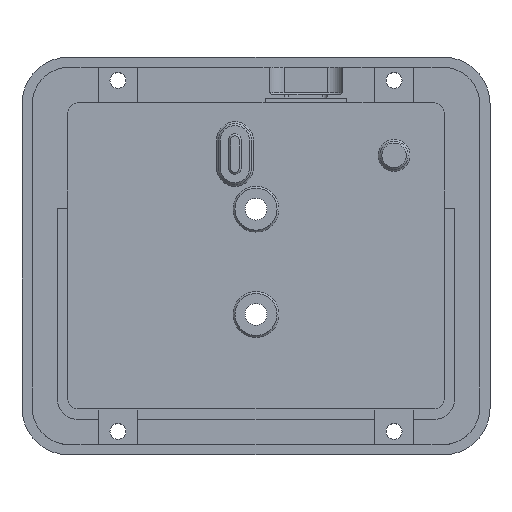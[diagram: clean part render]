
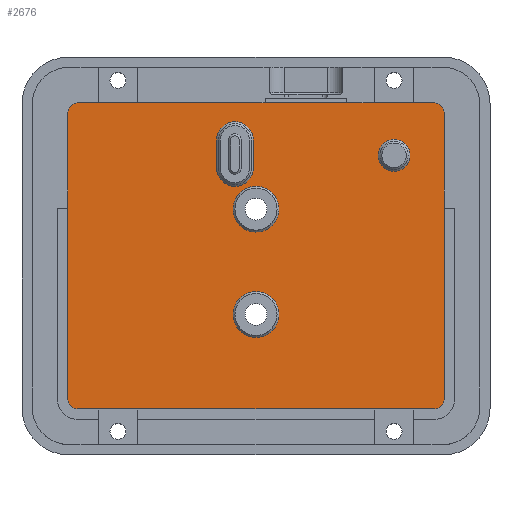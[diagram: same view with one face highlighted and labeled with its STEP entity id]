
A CAD part, top view. The second image highlights one B-rep face of the part: STEP entity #2676.
In plain terms, the highlighted planar face has unit normal (0, 0, 1).
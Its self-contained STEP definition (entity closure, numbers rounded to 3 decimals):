
#93=CIRCLE('',#2874,3.9);
#94=CIRCLE('',#2875,3.9);
#95=CIRCLE('',#2876,3.4);
#96=CIRCLE('',#2877,4.9);
#97=CIRCLE('',#2878,4.9);
#98=CIRCLE('',#2879,2.);
#99=CIRCLE('',#2880,2.);
#100=CIRCLE('',#2881,2.);
#101=CIRCLE('',#2882,2.);
#213=ORIENTED_EDGE('',*,*,#967,.T.);
#214=ORIENTED_EDGE('',*,*,#968,.T.);
#215=ORIENTED_EDGE('',*,*,#969,.T.);
#216=ORIENTED_EDGE('',*,*,#970,.T.);
#217=ORIENTED_EDGE('',*,*,#971,.T.);
#218=ORIENTED_EDGE('',*,*,#972,.T.);
#219=ORIENTED_EDGE('',*,*,#973,.T.);
#220=ORIENTED_EDGE('',*,*,#974,.F.);
#221=ORIENTED_EDGE('',*,*,#975,.F.);
#222=ORIENTED_EDGE('',*,*,#976,.T.);
#223=ORIENTED_EDGE('',*,*,#977,.F.);
#224=ORIENTED_EDGE('',*,*,#978,.T.);
#225=ORIENTED_EDGE('',*,*,#979,.F.);
#226=ORIENTED_EDGE('',*,*,#980,.F.);
#227=ORIENTED_EDGE('',*,*,#981,.F.);
#967=EDGE_CURVE('',#1344,#1345,#1586,.T.);
#968=EDGE_CURVE('',#1345,#1346,#93,.F.);
#969=EDGE_CURVE('',#1346,#1347,#1587,.T.);
#970=EDGE_CURVE('',#1347,#1344,#94,.F.);
#971=EDGE_CURVE('',#1348,#1348,#95,.F.);
#972=EDGE_CURVE('',#1349,#1349,#96,.F.);
#973=EDGE_CURVE('',#1350,#1350,#97,.F.);
#974=EDGE_CURVE('',#1351,#1352,#1588,.T.);
#975=EDGE_CURVE('',#1353,#1351,#98,.F.);
#976=EDGE_CURVE('',#1353,#1354,#1589,.T.);
#977=EDGE_CURVE('',#1355,#1354,#99,.F.);
#978=EDGE_CURVE('',#1355,#1356,#1590,.T.);
#979=EDGE_CURVE('',#1357,#1356,#100,.F.);
#980=EDGE_CURVE('',#1358,#1357,#1591,.T.);
#981=EDGE_CURVE('',#1352,#1358,#101,.F.);
#1344=VERTEX_POINT('',#4017);
#1345=VERTEX_POINT('',#4018);
#1346=VERTEX_POINT('',#4020);
#1347=VERTEX_POINT('',#4022);
#1348=VERTEX_POINT('',#4025);
#1349=VERTEX_POINT('',#4027);
#1350=VERTEX_POINT('',#4029);
#1351=VERTEX_POINT('',#4031);
#1352=VERTEX_POINT('',#4032);
#1353=VERTEX_POINT('',#4034);
#1354=VERTEX_POINT('',#4036);
#1355=VERTEX_POINT('',#4038);
#1356=VERTEX_POINT('',#4040);
#1357=VERTEX_POINT('',#4042);
#1358=VERTEX_POINT('',#4044);
#1586=LINE('',#4016,#1857);
#1587=LINE('',#4021,#1858);
#1588=LINE('',#4030,#1859);
#1589=LINE('',#4035,#1860);
#1590=LINE('',#4039,#1861);
#1591=LINE('',#4043,#1862);
#1857=VECTOR('',#3182,1000.);
#1858=VECTOR('',#3185,1000.);
#1859=VECTOR('',#3194,1000.);
#1860=VECTOR('',#3197,1000.);
#1861=VECTOR('',#3200,1000.);
#1862=VECTOR('',#3203,1000.);
#2125=EDGE_LOOP('',(#213,#214,#215,#216));
#2126=EDGE_LOOP('',(#217));
#2127=EDGE_LOOP('',(#218));
#2128=EDGE_LOOP('',(#219));
#2129=EDGE_LOOP('',(#220,#221,#222,#223,#224,#225,#226,#227));
#2354=FACE_BOUND('',#2125,.T.);
#2355=FACE_BOUND('',#2126,.T.);
#2356=FACE_BOUND('',#2127,.T.);
#2357=FACE_BOUND('',#2128,.T.);
#2358=FACE_BOUND('',#2129,.T.);
#2571=PLANE('',#2873);
#2676=ADVANCED_FACE('',(#2354,#2355,#2356,#2357,#2358),#2571,.T.);
#2873=AXIS2_PLACEMENT_3D('',#4015,#3180,#3181);
#2874=AXIS2_PLACEMENT_3D('',#4019,#3183,#3184);
#2875=AXIS2_PLACEMENT_3D('',#4023,#3186,#3187);
#2876=AXIS2_PLACEMENT_3D('',#4024,#3188,#3189);
#2877=AXIS2_PLACEMENT_3D('',#4026,#3190,#3191);
#2878=AXIS2_PLACEMENT_3D('',#4028,#3192,#3193);
#2879=AXIS2_PLACEMENT_3D('',#4033,#3195,#3196);
#2880=AXIS2_PLACEMENT_3D('',#4037,#3198,#3199);
#2881=AXIS2_PLACEMENT_3D('',#4041,#3201,#3202);
#2882=AXIS2_PLACEMENT_3D('',#4045,#3204,#3205);
#3180=DIRECTION('',(0.,0.,1.));
#3181=DIRECTION('',(1.,0.,0.));
#3182=DIRECTION('',(0.,1.,0.));
#3183=DIRECTION('',(0.,0.,1.));
#3184=DIRECTION('',(1.,0.,0.));
#3185=DIRECTION('',(0.,-1.,0.));
#3186=DIRECTION('',(0.,0.,1.));
#3187=DIRECTION('',(1.,0.,0.));
#3188=DIRECTION('',(0.,0.,1.));
#3189=DIRECTION('',(1.,0.,0.));
#3190=DIRECTION('',(0.,0.,1.));
#3191=DIRECTION('',(1.,0.,0.));
#3192=DIRECTION('',(0.,0.,1.));
#3193=DIRECTION('',(1.,0.,0.));
#3194=DIRECTION('',(0.,1.,0.));
#3195=DIRECTION('',(0.,0.,1.));
#3196=DIRECTION('',(1.,0.,0.));
#3197=DIRECTION('',(1.,0.,0.));
#3198=DIRECTION('',(0.,0.,1.));
#3199=DIRECTION('',(1.,0.,0.));
#3200=DIRECTION('',(0.,1.,0.));
#3201=DIRECTION('',(0.,0.,1.));
#3202=DIRECTION('',(1.,0.,0.));
#3203=DIRECTION('',(1.,0.,0.));
#3204=DIRECTION('',(0.,0.,1.));
#3205=DIRECTION('',(1.,0.,0.));
#4015=CARTESIAN_POINT('',(0.,0.,3.));
#4016=CARTESIAN_POINT('',(-8.4,0.,3.));
#4017=CARTESIAN_POINT('',(-8.4,18.775,3.));
#4018=CARTESIAN_POINT('',(-8.4,24.775,3.));
#4019=CARTESIAN_POINT('',(-4.5,24.775,3.));
#4020=CARTESIAN_POINT('',(-0.6,24.775,3.));
#4021=CARTESIAN_POINT('',(-0.6,0.,3.));
#4022=CARTESIAN_POINT('',(-0.6,18.775,3.));
#4023=CARTESIAN_POINT('',(-4.5,18.775,3.));
#4024=CARTESIAN_POINT('',(29.5,21.505,3.));
#4025=CARTESIAN_POINT('',(32.9,21.505,3.));
#4026=CARTESIAN_POINT('',(0.,-12.495,3.));
#4027=CARTESIAN_POINT('',(4.9,-12.495,3.));
#4028=CARTESIAN_POINT('',(0.,10.005,3.));
#4029=CARTESIAN_POINT('',(4.9,10.005,3.));
#4030=CARTESIAN_POINT('',(-40.2,0.,3.));
#4031=CARTESIAN_POINT('',(-40.2,-30.7,3.));
#4032=CARTESIAN_POINT('',(-40.2,30.7,3.));
#4033=CARTESIAN_POINT('',(-38.2,-30.7,3.));
#4034=CARTESIAN_POINT('',(-38.2,-32.7,3.));
#4035=CARTESIAN_POINT('',(0.,-32.7,3.));
#4036=CARTESIAN_POINT('',(38.2,-32.7,3.));
#4037=CARTESIAN_POINT('',(38.2,-30.7,3.));
#4038=CARTESIAN_POINT('',(40.2,-30.7,3.));
#4039=CARTESIAN_POINT('',(40.2,0.,3.));
#4040=CARTESIAN_POINT('',(40.2,30.7,3.));
#4041=CARTESIAN_POINT('',(38.2,30.7,3.));
#4042=CARTESIAN_POINT('',(38.2,32.7,3.));
#4043=CARTESIAN_POINT('',(0.,32.7,3.));
#4044=CARTESIAN_POINT('',(-38.2,32.7,3.));
#4045=CARTESIAN_POINT('',(-38.2,30.7,3.));
